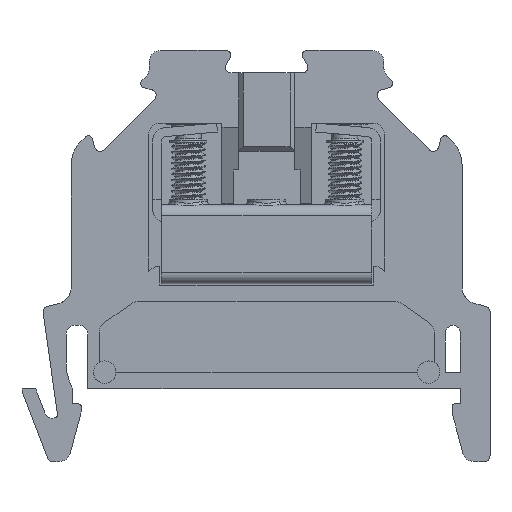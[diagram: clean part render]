
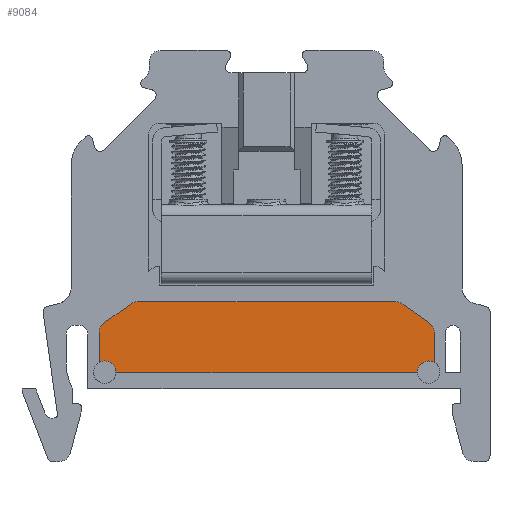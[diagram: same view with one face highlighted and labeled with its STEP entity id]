
A CAD part, front view. The second image highlights one B-rep face of the part: STEP entity #9084.
In plain terms, the highlighted planar face has unit normal (0, -1, 0).
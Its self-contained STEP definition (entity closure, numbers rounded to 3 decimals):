
#758=FACE_OUTER_BOUND('',#1295,.T.);
#1295=EDGE_LOOP('',(#7850,#7851,#7852,#7853,#7854,#7855,#7856,#7857,#7858,
#7859,#7860,#7861));
#2171=LINE('',#20366,#3038);
#2172=LINE('',#20370,#3039);
#2173=LINE('',#20374,#3040);
#2174=LINE('',#20378,#3041);
#2175=LINE('',#20381,#3042);
#2176=LINE('',#20382,#3043);
#3038=VECTOR('',#12020,2.716);
#3039=VECTOR('',#12023,2.995);
#3040=VECTOR('',#12026,23.094);
#3041=VECTOR('',#12029,2.995);
#3042=VECTOR('',#12032,2.716);
#3043=VECTOR('',#12033,27.003);
#3471=CIRCLE('',#9851,1.);
#3473=CIRCLE('',#9855,1.);
#3475=CIRCLE('',#9859,1.);
#3476=CIRCLE('',#9860,1.);
#3477=CIRCLE('',#9861,1.);
#3478=CIRCLE('',#9862,1.);
#4346=VERTEX_POINT('',#20347);
#4347=VERTEX_POINT('',#20349);
#4349=VERTEX_POINT('',#20356);
#4350=VERTEX_POINT('',#20358);
#4352=VERTEX_POINT('',#20365);
#4353=VERTEX_POINT('',#20367);
#4354=VERTEX_POINT('',#20369);
#4355=VERTEX_POINT('',#20371);
#4356=VERTEX_POINT('',#20373);
#4357=VERTEX_POINT('',#20375);
#4358=VERTEX_POINT('',#20377);
#4359=VERTEX_POINT('',#20379);
#5560=EDGE_CURVE('',#4346,#4347,#3471,.T.);
#5564=EDGE_CURVE('',#4349,#4350,#3473,.T.);
#5566=EDGE_CURVE('',#4347,#4352,#2171,.T.);
#5567=EDGE_CURVE('',#4352,#4353,#3475,.T.);
#5568=EDGE_CURVE('',#4353,#4354,#2172,.T.);
#5569=EDGE_CURVE('',#4354,#4355,#3476,.T.);
#5570=EDGE_CURVE('',#4355,#4356,#2173,.T.);
#5571=EDGE_CURVE('',#4356,#4357,#3477,.T.);
#5572=EDGE_CURVE('',#4357,#4358,#2174,.T.);
#5573=EDGE_CURVE('',#4358,#4359,#3478,.T.);
#5574=EDGE_CURVE('',#4359,#4349,#2175,.T.);
#5575=EDGE_CURVE('',#4350,#4346,#2176,.T.);
#7850=ORIENTED_EDGE('',*,*,#5560,.T.);
#7851=ORIENTED_EDGE('',*,*,#5566,.T.);
#7852=ORIENTED_EDGE('',*,*,#5567,.T.);
#7853=ORIENTED_EDGE('',*,*,#5568,.T.);
#7854=ORIENTED_EDGE('',*,*,#5569,.T.);
#7855=ORIENTED_EDGE('',*,*,#5570,.T.);
#7856=ORIENTED_EDGE('',*,*,#5571,.T.);
#7857=ORIENTED_EDGE('',*,*,#5572,.T.);
#7858=ORIENTED_EDGE('',*,*,#5573,.T.);
#7859=ORIENTED_EDGE('',*,*,#5574,.T.);
#7860=ORIENTED_EDGE('',*,*,#5564,.T.);
#7861=ORIENTED_EDGE('',*,*,#5575,.T.);
#8685=PLANE('',#9858);
#9084=ADVANCED_FACE('',(#758),#8685,.T.);
#9851=AXIS2_PLACEMENT_3D('',#20351,#12002,#12003);
#9855=AXIS2_PLACEMENT_3D('',#20360,#12012,#12013);
#9858=AXIS2_PLACEMENT_3D('',#20364,#12018,#12019);
#9859=AXIS2_PLACEMENT_3D('',#20368,#12021,#12022);
#9860=AXIS2_PLACEMENT_3D('',#20372,#12024,#12025);
#9861=AXIS2_PLACEMENT_3D('',#20376,#12027,#12028);
#9862=AXIS2_PLACEMENT_3D('',#20380,#12030,#12031);
#12002=DIRECTION('center_axis',(0.,1.,0.));
#12003=DIRECTION('ref_axis',(-1.,0.,0.));
#12012=DIRECTION('center_axis',(0.,1.,0.));
#12013=DIRECTION('ref_axis',(-1.,0.,0.));
#12018=DIRECTION('center_axis',(0.,-1.,0.));
#12019=DIRECTION('ref_axis',(1.,0.,0.));
#12020=DIRECTION('',(0.,0.,1.));
#12021=DIRECTION('center_axis',(0.,-1.,0.));
#12022=DIRECTION('ref_axis',(1.,0.,0.));
#12023=DIRECTION('',(-0.819,0.,0.574));
#12024=DIRECTION('center_axis',(0.,-1.,0.));
#12025=DIRECTION('ref_axis',(0.574,0.,0.819));
#12026=DIRECTION('',(-1.,0.,0.));
#12027=DIRECTION('center_axis',(0.,-1.,0.));
#12028=DIRECTION('ref_axis',(0.,0.,
1.));
#12029=DIRECTION('',(-0.819,0.,-0.574));
#12030=DIRECTION('center_axis',(0.,-1.,0.));
#12031=DIRECTION('ref_axis',(-0.574,0.,0.819));
#12032=DIRECTION('',(0.,0.,-1.));
#12033=DIRECTION('',(1.,0.,0.));
#20347=CARTESIAN_POINT('',(12.826,0.,0.));
#20349=CARTESIAN_POINT('',(14.325,0.,0.916));
#20351=CARTESIAN_POINT('Origin',(13.825,0.,0.05));
#20356=CARTESIAN_POINT('',(-15.675,0.,0.916));
#20358=CARTESIAN_POINT('',(-14.176,0.,0.));
#20360=CARTESIAN_POINT('Origin',(-15.175,0.,0.05));
#20364=CARTESIAN_POINT('Origin',(-0.675,0.,
2.981));
#20365=CARTESIAN_POINT('',(14.325,0.,3.632));
#20366=CARTESIAN_POINT('',(14.325,0.,0.));
#20367=CARTESIAN_POINT('',(13.899,0.,4.451));
#20368=CARTESIAN_POINT('Origin',(13.325,0.,3.632));
#20369=CARTESIAN_POINT('',(11.445,0.,6.169));
#20370=CARTESIAN_POINT('',(13.899,0.,4.451));
#20371=CARTESIAN_POINT('',(10.872,0.,6.35));
#20372=CARTESIAN_POINT('Origin',(10.872,0.,
5.35));
#20373=CARTESIAN_POINT('',(-12.222,0.,6.35));
#20374=CARTESIAN_POINT('',(10.872,0.,6.35));
#20375=CARTESIAN_POINT('',(-12.795,0.,6.169));
#20376=CARTESIAN_POINT('Origin',(-12.222,0.,
5.35));
#20377=CARTESIAN_POINT('',(-15.249,0.,4.451));
#20378=CARTESIAN_POINT('',(-12.795,0.,6.169));
#20379=CARTESIAN_POINT('',(-15.675,0.,3.632));
#20380=CARTESIAN_POINT('Origin',(-14.675,0.,3.632));
#20381=CARTESIAN_POINT('',(-15.675,0.,3.632));
#20382=CARTESIAN_POINT('',(-15.675,0.,0.));
